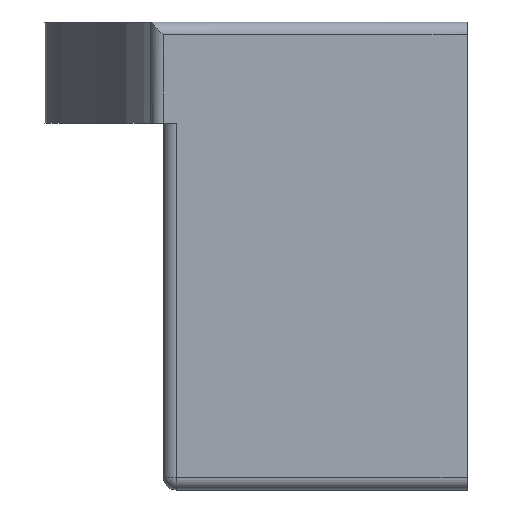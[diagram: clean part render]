
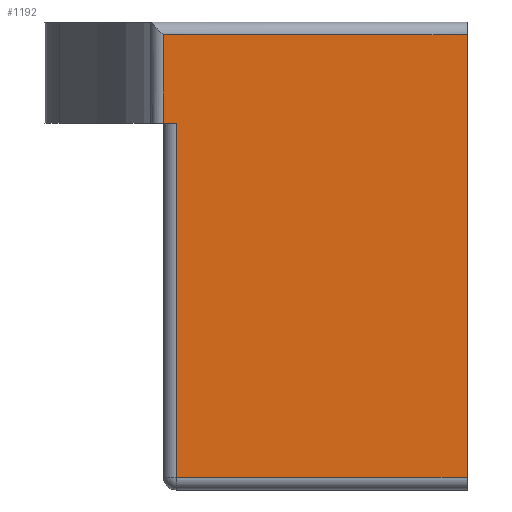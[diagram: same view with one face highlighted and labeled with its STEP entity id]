
A CAD part, left-side view. The second image highlights one B-rep face of the part: STEP entity #1192.
In plain terms, the highlighted planar face has unit normal (-1, 0, 0).
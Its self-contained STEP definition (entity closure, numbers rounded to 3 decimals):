
#2 = ORIENTED_EDGE ( 'NONE', *, *, #902, .F. ) ;
#3 = CARTESIAN_POINT ( 'NONE',  ( -14., 0., -14.5 ) ) ;
#39 = AXIS2_PLACEMENT_3D ( 'NONE', #65, #1207, #731 ) ;
#65 = CARTESIAN_POINT ( 'NONE',  ( -14., 0., -15. ) ) ;
#76 = VECTOR ( 'NONE', #435, 1000. ) ;
#141 = LINE ( 'NONE', #440, #965 ) ;
#157 = LINE ( 'NONE', #258, #76 ) ;
#164 = CARTESIAN_POINT ( 'NONE',  ( -14., 12.006, -0.5 ) ) ;
#179 = VECTOR ( 'NONE', #813, 1000. ) ;
#210 = VERTEX_POINT ( 'NONE', #1227 ) ;
#256 = DIRECTION ( 'NONE',  ( 0., 0., -1. ) ) ;
#258 = CARTESIAN_POINT ( 'NONE',  ( -14., 11.5, -15. ) ) ;
#278 = ORIENTED_EDGE ( 'NONE', *, *, #618, .T. ) ;
#296 = VERTEX_POINT ( 'NONE', #484 ) ;
#311 = DIRECTION ( 'NONE',  ( 0., 1., 0. ) ) ;
#314 = ORIENTED_EDGE ( 'NONE', *, *, #479, .T. ) ;
#415 = ORIENTED_EDGE ( 'NONE', *, *, #893, .T. ) ;
#418 = EDGE_CURVE ( 'NONE', #1169, #788, #141, .T. ) ;
#435 = DIRECTION ( 'NONE',  ( 0., 0., -1. ) ) ;
#440 = CARTESIAN_POINT ( 'NONE',  ( -14., 0., -14.5 ) ) ;
#479 = EDGE_CURVE ( 'NONE', #788, #210, #543, .T. ) ;
#484 = CARTESIAN_POINT ( 'NONE',  ( -14., 11.5, -0.5 ) ) ;
#531 = EDGE_CURVE ( 'NONE', #296, #1169, #157, .T. ) ;
#543 = LINE ( 'NONE', #623, #179 ) ;
#607 = EDGE_LOOP ( 'NONE', ( #695, #979, #314, #415, #278, #2 ) ) ;
#618 = EDGE_CURVE ( 'NONE', #1066, #1166, #1114, .T. ) ;
#623 = CARTESIAN_POINT ( 'NONE',  ( -14., 0., -15. ) ) ;
#625 = VECTOR ( 'NONE', #256, 1000. ) ;
#684 = VECTOR ( 'NONE', #882, 1000. ) ;
#695 = ORIENTED_EDGE ( 'NONE', *, *, #531, .T. ) ;
#731 = DIRECTION ( 'NONE',  ( 0., 0., 1. ) ) ;
#736 = FACE_OUTER_BOUND ( 'NONE', #607, .T. ) ;
#786 = LINE ( 'NONE', #875, #849 ) ;
#788 = VERTEX_POINT ( 'NONE', #3 ) ;
#812 = CARTESIAN_POINT ( 'NONE',  ( -14., 11.5, -14.5 ) ) ;
#813 = DIRECTION ( 'NONE',  ( 0., 0., 1. ) ) ;
#840 = PLANE ( 'NONE',  #39 ) ;
#849 = VECTOR ( 'NONE', #311, 1000. ) ;
#875 = CARTESIAN_POINT ( 'NONE',  ( -14., 0., 3. ) ) ;
#882 = DIRECTION ( 'NONE',  ( 0., 1., 0. ) ) ;
#893 = EDGE_CURVE ( 'NONE', #210, #1066, #786, .T. ) ;
#895 = CARTESIAN_POINT ( 'NONE',  ( -14., 0., -0.5 ) ) ;
#902 = EDGE_CURVE ( 'NONE', #296, #1166, #1069, .T. ) ;
#921 = CARTESIAN_POINT ( 'NONE',  ( -14., 12.006, -0.5 ) ) ;
#965 = VECTOR ( 'NONE', #1116, 1000. ) ;
#979 = ORIENTED_EDGE ( 'NONE', *, *, #418, .T. ) ;
#1066 = VERTEX_POINT ( 'NONE', #1204 ) ;
#1069 = LINE ( 'NONE', #895, #684 ) ;
#1114 = LINE ( 'NONE', #921, #625 ) ;
#1116 = DIRECTION ( 'NONE',  ( 0., -1., 0. ) ) ;
#1166 = VERTEX_POINT ( 'NONE', #164 ) ;
#1169 = VERTEX_POINT ( 'NONE', #812 ) ;
#1192 = ADVANCED_FACE ( 'NONE', ( #736 ), #840, .T. ) ;
#1204 = CARTESIAN_POINT ( 'NONE',  ( -14., 12.006, 3. ) ) ;
#1207 = DIRECTION ( 'NONE',  ( -1., 0., 0. ) ) ;
#1227 = CARTESIAN_POINT ( 'NONE',  ( -14., 0., 3. ) ) ;
